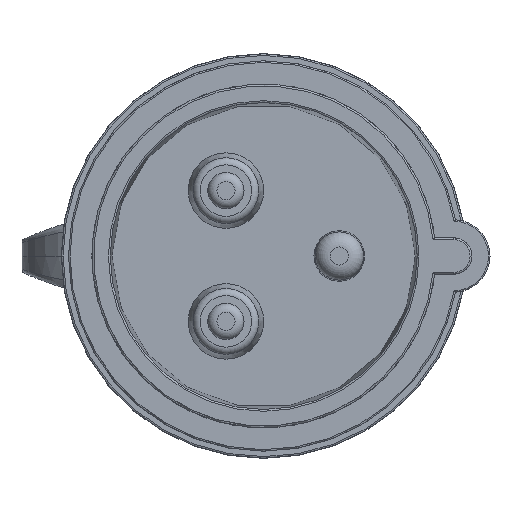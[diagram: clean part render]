
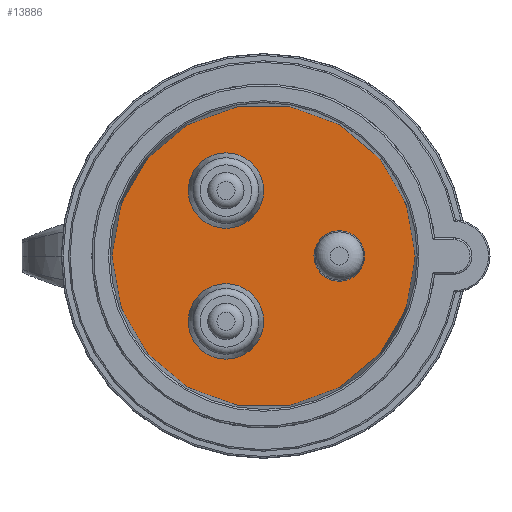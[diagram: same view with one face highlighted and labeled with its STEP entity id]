
A CAD part, front view. The second image highlights one B-rep face of the part: STEP entity #13886.
In plain terms, the highlighted planar face has unit normal (0, -1, 0).
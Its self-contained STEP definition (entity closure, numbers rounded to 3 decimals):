
#384 = VERTEX_POINT ( 'NONE', #23545 ) ;
#589 = DIRECTION ( 'NONE',  ( -1., 0., 0. ) ) ;
#2831 = EDGE_LOOP ( 'NONE', ( #2996 ) ) ;
#2972 = CARTESIAN_POINT ( 'NONE',  ( 0., -3., 0. ) ) ;
#2996 = ORIENTED_EDGE ( 'NONE', *, *, #4636, .F. ) ;
#3277 = ORIENTED_EDGE ( 'NONE', *, *, #4835, .F. ) ;
#3667 = EDGE_CURVE ( 'NONE', #384, #384, #19043, .T. ) ;
#4083 = DIRECTION ( 'NONE',  ( 0., -1., 0. ) ) ;
#4270 = FACE_BOUND ( 'NONE', #2831, .T. ) ;
#4636 = EDGE_CURVE ( 'NONE', #25043, #25043, #23890, .T. ) ;
#4835 = EDGE_CURVE ( 'NONE', #18678, #18678, #20121, .T. ) ;
#5085 = ORIENTED_EDGE ( 'NONE', *, *, #13488, .F. ) ;
#7671 = DIRECTION ( 'NONE',  ( 0., -1., 0. ) ) ;
#9170 = CARTESIAN_POINT ( 'NONE',  ( 16.681, -3., 0. ) ) ;
#10139 = DIRECTION ( 'NONE',  ( -1., 0., 0. ) ) ;
#10567 = FACE_BOUND ( 'NONE', #17012, .T. ) ;
#11655 = CARTESIAN_POINT ( 'NONE',  ( -12.5, -3., 10.825 ) ) ;
#12056 = FACE_BOUND ( 'NONE', #20779, .T. ) ;
#12848 = CARTESIAN_POINT ( 'NONE',  ( 0., -3., 0. ) ) ;
#13488 = EDGE_CURVE ( 'NONE', #22807, #22807, #23717, .T. ) ;
#13648 = AXIS2_PLACEMENT_3D ( 'NONE', #12848, #29606, #15259 ) ;
#13886 = ADVANCED_FACE ( 'NONE', ( #12056, #28901, #10567, #4270 ), #14830, .F. ) ;
#14416 = AXIS2_PLACEMENT_3D ( 'NONE', #18383, #4083, #20777 ) ;
#14830 = PLANE ( 'NONE',  #15253 ) ;
#14836 = DIRECTION ( 'NONE',  ( 0., -1., 0. ) ) ;
#15253 = AXIS2_PLACEMENT_3D ( 'NONE', #2972, #24501, #10139 ) ;
#15259 = DIRECTION ( 'NONE',  ( -1., 0., 0. ) ) ;
#17012 = EDGE_LOOP ( 'NONE', ( #23098 ) ) ;
#18383 = CARTESIAN_POINT ( 'NONE',  ( -6.25, -3., -10.825 ) ) ;
#18678 = VERTEX_POINT ( 'NONE', #25919 ) ;
#19043 = CIRCLE ( 'NONE', #14416, 6.25 ) ;
#20121 = CIRCLE ( 'NONE', #13648, 25.05 ) ;
#20777 = DIRECTION ( 'NONE',  ( -1., 0., 0. ) ) ;
#20779 = EDGE_LOOP ( 'NONE', ( #5085 ) ) ;
#22031 = CARTESIAN_POINT ( 'NONE',  ( 12.5, -3., 0. ) ) ;
#22807 = VERTEX_POINT ( 'NONE', #11655 ) ;
#23098 = ORIENTED_EDGE ( 'NONE', *, *, #3667, .F. ) ;
#23545 = CARTESIAN_POINT ( 'NONE',  ( -12.5, -3., -10.825 ) ) ;
#23717 = CIRCLE ( 'NONE', #24515, 6.25 ) ;
#23890 = CIRCLE ( 'NONE', #28688, 4.181 ) ;
#24431 = DIRECTION ( 'NONE',  ( 1., 0., 0. ) ) ;
#24457 = EDGE_LOOP ( 'NONE', ( #3277 ) ) ;
#24501 = DIRECTION ( 'NONE',  ( 0., 1., 0. ) ) ;
#24515 = AXIS2_PLACEMENT_3D ( 'NONE', #29179, #14836, #589 ) ;
#25043 = VERTEX_POINT ( 'NONE', #9170 ) ;
#25919 = CARTESIAN_POINT ( 'NONE',  ( -25.05, -3., 0. ) ) ;
#28688 = AXIS2_PLACEMENT_3D ( 'NONE', #22031, #7671, #24431 ) ;
#28901 = FACE_OUTER_BOUND ( 'NONE', #24457, .T. ) ;
#29179 = CARTESIAN_POINT ( 'NONE',  ( -6.25, -3., 10.825 ) ) ;
#29606 = DIRECTION ( 'NONE',  ( 0., 1., 0. ) ) ;
